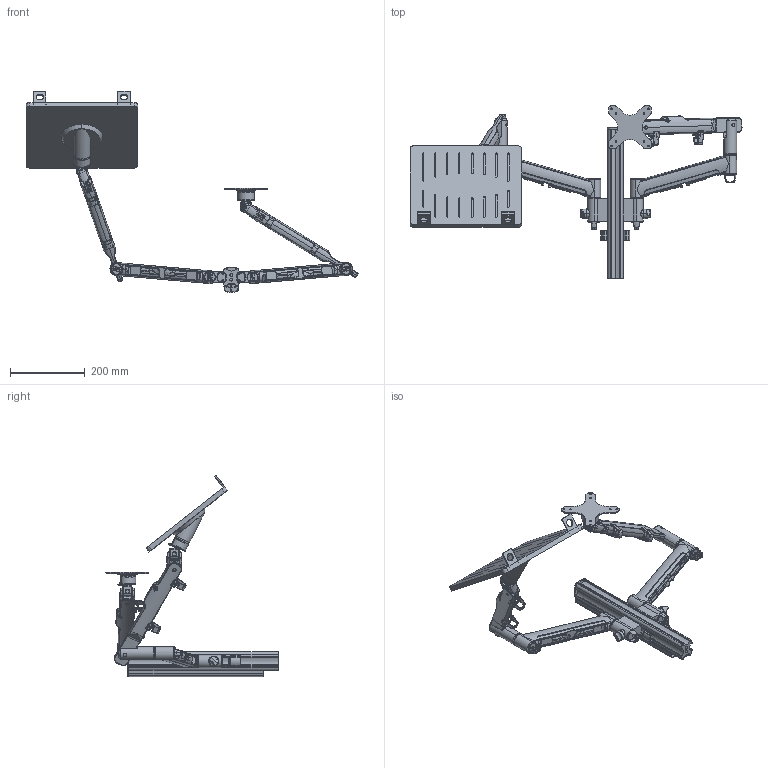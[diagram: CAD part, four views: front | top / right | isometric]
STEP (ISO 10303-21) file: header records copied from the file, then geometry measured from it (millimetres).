
FILE_DESCRIPTION (( 'STEP AP214' ), '1' );
FILE_NAME ('AWMS-2-ND13 SIMPLIFIED.STEP', '2019-07-16T11:07:10', ( '' ), ( '' ), 'SwSTEP 2.0', 'SolidWorks 2015', '' );
FILE_SCHEMA (( 'AUTOMOTIVE_DESIGN' ));
Length unit declared in the file: inch
Products named in the file (12): SNTB_SUB SIMPLIFIED; SSY-063 SIMPLIFIED; SRCA001 SIMPLIFIED; SSY-013 & 014 SIMPLIFIED; SSY-002 SIMPLIFIED; AWMS-2-ND13 SIMPLIFIED; SNTB SIMPLIFIED; SCA-630 SIMPLIFIED; PSY-049 SIMPLIFIED; PSY-061 SIMPLIFIED PART; SSY-041 SIMPLIFIED; PCA-629 SIMPLIFIED
Assembly tree (19 placements, depth 2):
  AWMS-2-ND13 SIMPLIFIED
    SSY-063 SIMPLIFIED
    SRCA001 SIMPLIFIED  x2
    SSY-041 SIMPLIFIED  x2
    PSY-061 SIMPLIFIED PART  x2
    SSY-013 & 014 SIMPLIFIED  x2
    PSY-049 SIMPLIFIED  x2
    SSY-002 SIMPLIFIED  x2
    PCA-629 SIMPLIFIED  x2
    SCA-630 SIMPLIFIED
    SNTB_SUB SIMPLIFIED  x2
    SNTB SIMPLIFIED
Bounding box: 891.14 x 461.71 x 540.04 mm (x, y, z)
Volume: 3526988.3 mm3; surface area: 786482.8 mm2
Topology: 46 solids, 46 shells, 3234 faces, 8227 edges, 5044 vertices
Faces by surface type: bspline 1165, cylinder 1082, plane 721, torus 150, cone 64, sphere 52
Entity records: 90149 total; most frequent: CARTESIAN_POINT 46177, ORIENTED_EDGE 9462, DIRECTION 7502, EDGE_CURVE 4731, VERTEX_POINT 2952, AXIS2_PLACEMENT_3D 2931, EDGE_LOOP 1957, FACE_OUTER_BOUND 1862
